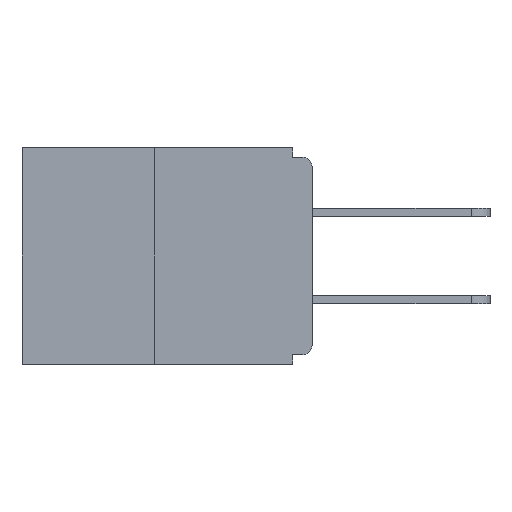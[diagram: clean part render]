
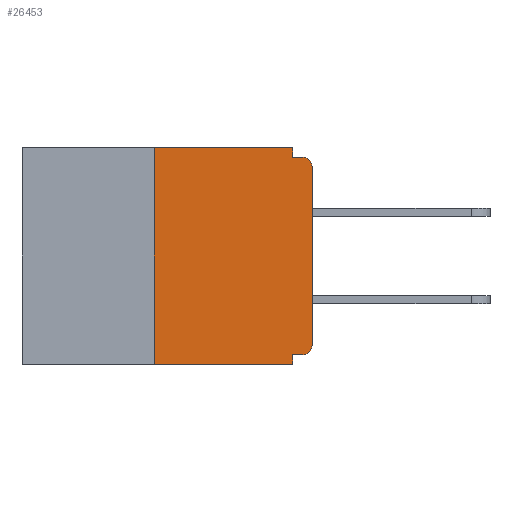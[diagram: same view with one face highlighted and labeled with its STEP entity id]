
A CAD part, left-side view. The second image highlights one B-rep face of the part: STEP entity #26453.
In plain terms, the highlighted planar face has unit normal (-1, 0, 0).
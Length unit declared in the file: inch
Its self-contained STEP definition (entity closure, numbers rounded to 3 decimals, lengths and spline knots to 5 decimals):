
#23 = VECTOR ( 'NONE', #27154, 39.37008 ) ;
#267 = DIRECTION ( 'NONE',  ( 0., 0., 1. ) ) ;
#1125 = EDGE_CURVE ( 'NONE', #15591, #23261, #24976, .T. ) ;
#1689 = CARTESIAN_POINT ( 'NONE',  ( 0., 0., -0.015 ) ) ;
#2440 = CIRCLE ( 'NONE', #18759, 0.015 ) ;
#2493 = CIRCLE ( 'NONE', #30905, 0.015 ) ;
#2498 = VECTOR ( 'NONE', #16361, 39.37008 ) ;
#2772 = EDGE_LOOP ( 'NONE', ( #9834, #2890, #31175, #12483, #23785, #21532, #19861, #17394, #17984, #26429 ) ) ;
#2890 = ORIENTED_EDGE ( 'NONE', *, *, #31679, .F. ) ;
#3343 = EDGE_CURVE ( 'NONE', #15170, #15591, #31858, .T. ) ;
#4067 = LINE ( 'NONE', #1689, #2498 ) ;
#4126 = CARTESIAN_POINT ( 'NONE',  ( 0., 0.031, 0. ) ) ;
#4997 = EDGE_CURVE ( 'NONE', #13428, #10152, #7925, .T. ) ;
#5059 = DIRECTION ( 'NONE',  ( 0., 1., 0. ) ) ;
#6525 = DIRECTION ( 'NONE',  ( 0., 0., -1. ) ) ;
#7220 = CARTESIAN_POINT ( 'NONE',  ( 0., 0.46, 0. ) ) ;
#7282 = VERTEX_POINT ( 'NONE', #27190 ) ;
#7287 = EDGE_CURVE ( 'NONE', #8909, #14411, #15940, .T. ) ;
#7480 = LINE ( 'NONE', #16494, #16877 ) ;
#7925 = LINE ( 'NONE', #30136, #28272 ) ;
#8909 = VERTEX_POINT ( 'NONE', #12855 ) ;
#8972 = LINE ( 'NONE', #24313, #23 ) ;
#9834 = ORIENTED_EDGE ( 'NONE', *, *, #3343, .F. ) ;
#10152 = VERTEX_POINT ( 'NONE', #21158 ) ;
#10455 = CARTESIAN_POINT ( 'NONE',  ( 0., 0., -0.313 ) ) ;
#10710 = DIRECTION ( 'NONE',  ( 0., 0., -1. ) ) ;
#11046 = EDGE_CURVE ( 'NONE', #14411, #26758, #7480, .T. ) ;
#12009 = DIRECTION ( 'NONE',  ( 0., 0., -1. ) ) ;
#12483 = ORIENTED_EDGE ( 'NONE', *, *, #11046, .F. ) ;
#12610 = CARTESIAN_POINT ( 'NONE',  ( 0., 0., -0.328 ) ) ;
#12855 = CARTESIAN_POINT ( 'NONE',  ( 0., 0.015, -0.328 ) ) ;
#13428 = VERTEX_POINT ( 'NONE', #10455 ) ;
#14399 = DIRECTION ( 'NONE',  ( 0., 0., -1. ) ) ;
#14411 = VERTEX_POINT ( 'NONE', #26736 ) ;
#14517 = CARTESIAN_POINT ( 'NONE',  ( 0., 0.031, 0. ) ) ;
#14768 = DIRECTION ( 'NONE',  ( -1., 0., 0. ) ) ;
#15170 = VERTEX_POINT ( 'NONE', #30379 ) ;
#15591 = VERTEX_POINT ( 'NONE', #4126 ) ;
#15940 = LINE ( 'NONE', #12610, #20991 ) ;
#16361 = DIRECTION ( 'NONE',  ( 0., -1., 0. ) ) ;
#16375 = CARTESIAN_POINT ( 'NONE',  ( 0., 0.46, -0.343 ) ) ;
#16494 = CARTESIAN_POINT ( 'NONE',  ( 0., 0.031, -0.343 ) ) ;
#16496 = EDGE_CURVE ( 'NONE', #8909, #13428, #2440, .T. ) ;
#16877 = VECTOR ( 'NONE', #6525, 39.37008 ) ;
#16914 = DIRECTION ( 'NONE',  ( 0., -1., 0. ) ) ;
#16974 = EDGE_CURVE ( 'NONE', #29549, #26758, #28553, .T. ) ;
#17394 = ORIENTED_EDGE ( 'NONE', *, *, #19736, .T. ) ;
#17984 = ORIENTED_EDGE ( 'NONE', *, *, #29899, .F. ) ;
#18759 = AXIS2_PLACEMENT_3D ( 'NONE', #25655, #30753, #10710 ) ;
#19736 = EDGE_CURVE ( 'NONE', #10152, #7282, #2493, .T. ) ;
#19861 = ORIENTED_EDGE ( 'NONE', *, *, #4997, .T. ) ;
#19972 = CARTESIAN_POINT ( 'NONE',  ( 0., 0.015, -0.03 ) ) ;
#20988 = VECTOR ( 'NONE', #29369, 39.37008 ) ;
#20991 = VECTOR ( 'NONE', #5059, 39.37008 ) ;
#21158 = CARTESIAN_POINT ( 'NONE',  ( 0., 0., -0.03 ) ) ;
#21532 = ORIENTED_EDGE ( 'NONE', *, *, #16496, .T. ) ;
#22558 = FACE_OUTER_BOUND ( 'NONE', #2772, .T. ) ;
#23261 = VERTEX_POINT ( 'NONE', #31909 ) ;
#23785 = ORIENTED_EDGE ( 'NONE', *, *, #7287, .F. ) ;
#24313 = CARTESIAN_POINT ( 'NONE',  ( 0., 0.25, 0. ) ) ;
#24976 = LINE ( 'NONE', #14517, #30443 ) ;
#25655 = CARTESIAN_POINT ( 'NONE',  ( 0., 0.015, -0.313 ) ) ;
#25790 = CARTESIAN_POINT ( 'NONE',  ( 0., 0.031, -0.343 ) ) ;
#26429 = ORIENTED_EDGE ( 'NONE', *, *, #1125, .F. ) ;
#26453 = ADVANCED_FACE ( 'NONE', ( #22558 ), #31843, .F. ) ;
#26736 = CARTESIAN_POINT ( 'NONE',  ( 0., 0.031, -0.328 ) ) ;
#26758 = VERTEX_POINT ( 'NONE', #25790 ) ;
#26983 = VECTOR ( 'NONE', #16914, 39.37008 ) ;
#27154 = DIRECTION ( 'NONE',  ( 0., 0., 1. ) ) ;
#27190 = CARTESIAN_POINT ( 'NONE',  ( 0., 0.015, -0.015 ) ) ;
#27520 = AXIS2_PLACEMENT_3D ( 'NONE', #32170, #29586, #29355 ) ;
#28272 = VECTOR ( 'NONE', #267, 39.37008 ) ;
#28553 = LINE ( 'NONE', #16375, #26983 ) ;
#29355 = DIRECTION ( 'NONE',  ( 0., 0., -1. ) ) ;
#29369 = DIRECTION ( 'NONE',  ( 0., -1., 0. ) ) ;
#29549 = VERTEX_POINT ( 'NONE', #30489 ) ;
#29586 = DIRECTION ( 'NONE',  ( 1., 0., 0. ) ) ;
#29899 = EDGE_CURVE ( 'NONE', #23261, #7282, #4067, .T. ) ;
#30136 = CARTESIAN_POINT ( 'NONE',  ( 0., 0., 0. ) ) ;
#30379 = CARTESIAN_POINT ( 'NONE',  ( 0., 0.25, 0. ) ) ;
#30443 = VECTOR ( 'NONE', #14399, 39.37008 ) ;
#30489 = CARTESIAN_POINT ( 'NONE',  ( 0., 0.25, -0.343 ) ) ;
#30753 = DIRECTION ( 'NONE',  ( -1., 0., 0. ) ) ;
#30905 = AXIS2_PLACEMENT_3D ( 'NONE', #19972, #14768, #12009 ) ;
#31175 = ORIENTED_EDGE ( 'NONE', *, *, #16974, .T. ) ;
#31679 = EDGE_CURVE ( 'NONE', #29549, #15170, #8972, .T. ) ;
#31843 = PLANE ( 'NONE',  #27520 ) ;
#31858 = LINE ( 'NONE', #7220, #20988 ) ;
#31909 = CARTESIAN_POINT ( 'NONE',  ( 0., 0.031, -0.015 ) ) ;
#32170 = CARTESIAN_POINT ( 'NONE',  ( 0., 0.46, 0. ) ) ;
